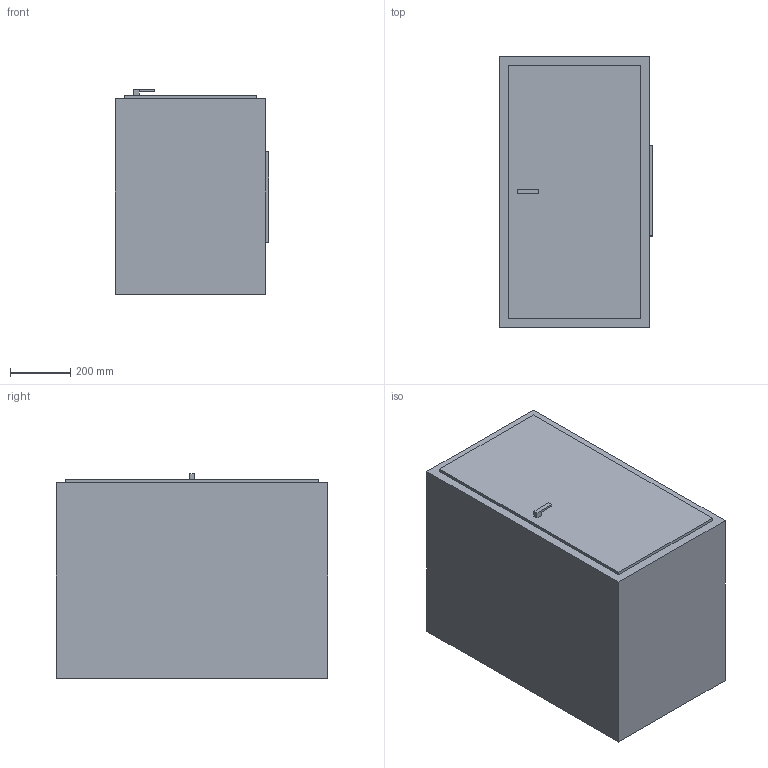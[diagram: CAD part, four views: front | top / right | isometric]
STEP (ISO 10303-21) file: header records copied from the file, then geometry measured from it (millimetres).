
FILE_DESCRIPTION(/* description */ (''),/* implementation_level */ '2;1');
FILE_NAME(/* name */ 'enclosureNode.stp',/* time_stamp */ '2016-06-21T10:40:34-07:00',/* author */ ('Zuhra Abdurashidova'),/* organization */ (''),/* preprocessor_version */ 'ST-DEVELOPER v16.5',/* originating_system */ 'Autodesk Inventor 2017',/* authorisation */ '');
FILE_SCHEMA (('AUTOMOTIVE_DESIGN { 1 0 10303 214 3 1 1 }'));
Length unit declared in the file: centimetre
Products named in the file (1): enclosureNode
Bounding box: 510 x 900 x 680 mm (x, y, z)
Volume: 79042778.9 mm3; surface area: 5010712 mm2
Topology: 1 solids, 2 shells, 31 faces, 71 edges, 47 vertices
Faces by surface type: plane 31
Entity records: 885 total; most frequent: CARTESIAN_POINT 150, ORIENTED_EDGE 142, DIRECTION 135, LINE 71, VECTOR 71, EDGE_CURVE 71, VERTEX_POINT 47, EDGE_LOOP 34
